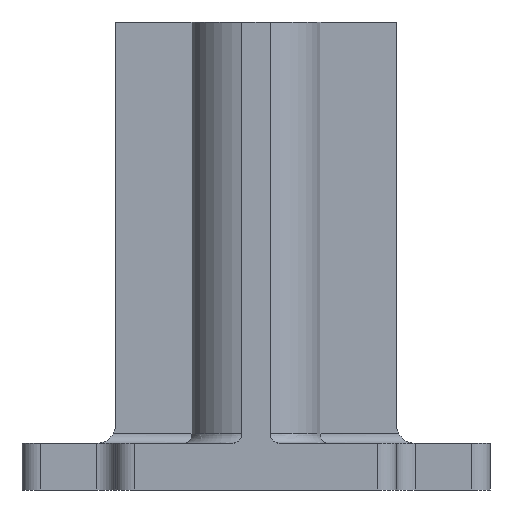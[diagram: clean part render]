
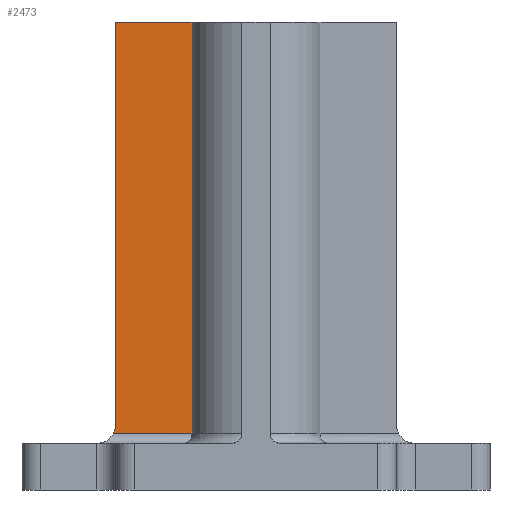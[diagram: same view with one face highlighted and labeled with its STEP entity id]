
A CAD part, front view. The second image highlights one B-rep face of the part: STEP entity #2473.
In plain terms, the highlighted planar face has unit normal (0, -1, 0).
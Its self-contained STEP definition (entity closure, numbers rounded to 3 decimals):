
#214=CARTESIAN_POINT('Vertex',(-6.837,-1.5,6.)) ;
#371=CARTESIAN_POINT('Vertex',(-15.,-1.5,50.)) ;
#374=CARTESIAN_POINT('Line Origine',(-10.919,-1.5,50.)) ;
#378=CARTESIAN_POINT('Vertex',(-6.837,-1.5,50.)) ;
#550=CARTESIAN_POINT('Line Origine',(-6.837,-1.5,27.5)) ;
#2442=CARTESIAN_POINT('Axis2P3D Location',(-15.,-1.5,5.)) ;
#2447=CARTESIAN_POINT('Axis2P3D Location',(-17.,-1.5,7.)) ;
#2451=CARTESIAN_POINT('Vertex',(-15.,-1.5,7.)) ;
#2453=CARTESIAN_POINT('Vertex',(-15.268,-1.5,6.)) ;
#2456=CARTESIAN_POINT('Line Origine',(-11.053,-1.5,6.)) ;
#2461=CARTESIAN_POINT('Line Origine',(-15.,-1.5,28.5)) ;
#375=DIRECTION('Vector Direction',(1.,0.,0.)) ;
#551=DIRECTION('Vector Direction',(0.,0.,1.)) ;
#2443=DIRECTION('Axis2P3D Direction',(0.,-1.,0.)) ;
#2444=DIRECTION('Axis2P3D XDirection',(1.,0.,0.)) ;
#2448=DIRECTION('Axis2P3D Direction',(0.,-1.,0.)) ;
#2457=DIRECTION('Vector Direction',(1.,0.,0.)) ;
#2462=DIRECTION('Vector Direction',(0.,0.,1.)) ;
#2445=AXIS2_PLACEMENT_3D('Plane Axis2P3D',#2442,#2443,#2444) ;
#2449=AXIS2_PLACEMENT_3D('Circle Axis2P3D',#2447,#2448,$) ;
#2467=ORIENTED_EDGE('',*,*,#2455,.T.) ;
#2468=ORIENTED_EDGE('',*,*,#2460,.T.) ;
#2469=ORIENTED_EDGE('',*,*,#554,.T.) ;
#2470=ORIENTED_EDGE('',*,*,#380,.F.) ;
#2471=ORIENTED_EDGE('',*,*,#2465,.F.) ;
#376=VECTOR('Line Direction',#375,1.) ;
#552=VECTOR('Line Direction',#551,1.) ;
#2458=VECTOR('Line Direction',#2457,1.) ;
#2463=VECTOR('Line Direction',#2462,1.) ;
#2473=ADVANCED_FACE('PartBody',(#2472),#2446,.T.) ;
#2450=CIRCLE('generated circle',#2449,2.) ;
#380=EDGE_CURVE('',#372,#379,#377,.T.) ;
#554=EDGE_CURVE('',#215,#379,#553,.T.) ;
#2455=EDGE_CURVE('',#2452,#2454,#2450,.F.) ;
#2460=EDGE_CURVE('',#2454,#215,#2459,.T.) ;
#2465=EDGE_CURVE('',#2452,#372,#2464,.T.) ;
#2466=EDGE_LOOP('',(#2467,#2468,#2469,#2470,#2471)) ;
#2472=FACE_OUTER_BOUND('',#2466,.T.) ;
#377=LINE('Line',#374,#376) ;
#553=LINE('Line',#550,#552) ;
#2459=LINE('Line',#2456,#2458) ;
#2464=LINE('Line',#2461,#2463) ;
#2446=PLANE('',#2445) ;
#215=VERTEX_POINT('',#214) ;
#372=VERTEX_POINT('',#371) ;
#379=VERTEX_POINT('',#378) ;
#2452=VERTEX_POINT('',#2451) ;
#2454=VERTEX_POINT('',#2453) ;
